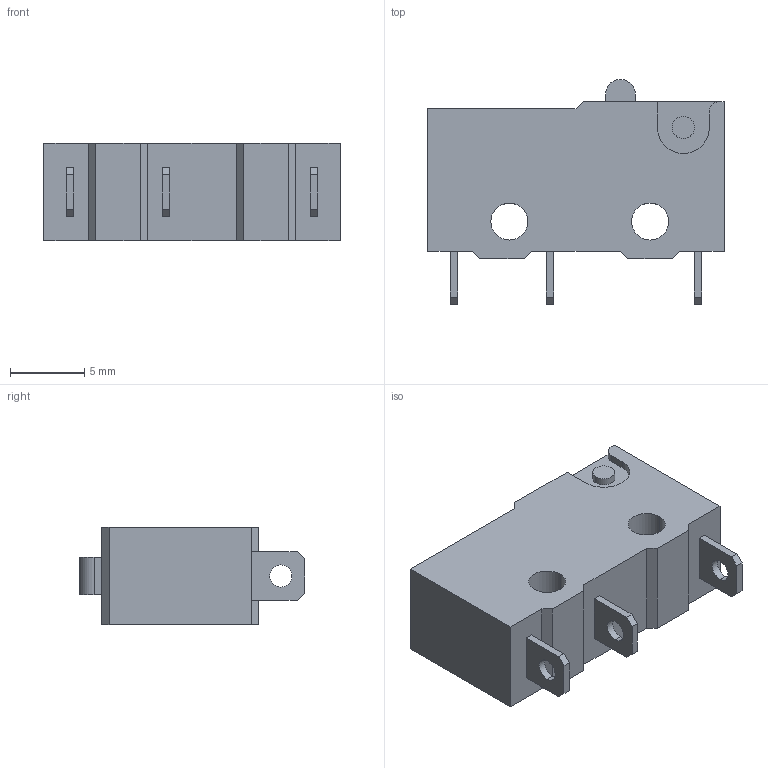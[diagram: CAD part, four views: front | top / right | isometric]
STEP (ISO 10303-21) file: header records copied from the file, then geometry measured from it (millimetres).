
FILE_DESCRIPTION (( 'STEP AP203' ), '1' );
FILE_NAME ('Limit switch.STEP', '2022-11-27T14:52:42', ( '' ), ( '' ), 'SwSTEP 2.0', 'SolidWorks 2022', '' );
FILE_SCHEMA (( 'CONFIG_CONTROL_DESIGN' ));
Length unit declared in the file: millimetre
Products named in the file (1): Limit switch
Bounding box: 20 x 15.2 x 6.6 mm (x, y, z)
Volume: 1269.6 mm3; surface area: 982.2 mm2
Topology: 1 solids, 1 shells, 68 faces, 180 edges, 120 vertices
Faces by surface type: plane 49, cylinder 19
Entity records: 2199 total; most frequent: CARTESIAN_POINT 369, ORIENTED_EDGE 360, DIRECTION 356, EDGE_CURVE 180, LINE 142, VECTOR 142, VERTEX_POINT 120, AXIS2_PLACEMENT_3D 107
